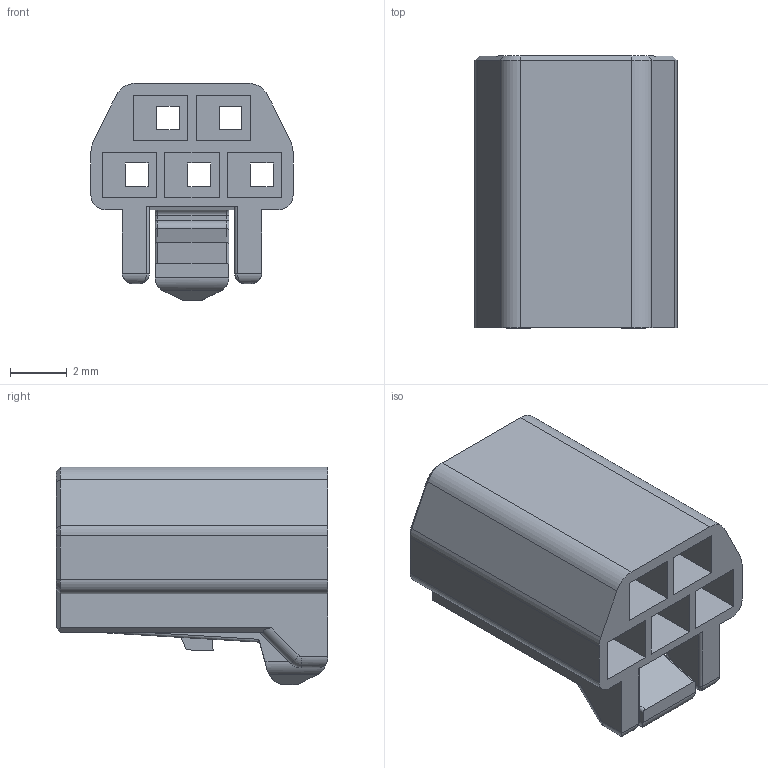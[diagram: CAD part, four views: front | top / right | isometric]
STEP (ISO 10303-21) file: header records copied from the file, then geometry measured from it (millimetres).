
FILE_DESCRIPTION(('CoCreate Modeling STEP Export'),'2;1');
FILE_NAME('DF62C-5S-2.2C.stp','2014-01-27T16:37:36',(''),(''),'CoCreate Modeling STEP processor for AP214 (Solid Model)','CoCreate Modeling 17.0 01-Apr-2010 (C) Parametric Technology GmbH','');
FILE_SCHEMA(('AUTOMOTIVE_DESIGN { 1 0 10303 214 1 1 1 1 }'));
Length unit declared in the file: millimetre
Products named in the file (1): DF62C-5S-2.2C
Bounding box: 7.1 x 9.55 x 7.65 mm (x, y, z)
Volume: 183.1 mm3; surface area: 708.9 mm2
Topology: 1 solids, 1 shells, 155 faces, 403 edges, 254 vertices
Faces by surface type: plane 100, cylinder 37, torus 10, cone 6, bspline 2
Entity records: 5355 total; most frequent: CARTESIAN_POINT 1514, ORIENTED_EDGE 802, DIRECTION 774, EDGE_CURVE 401, VECTOR 302, LINE 302, VERTEX_POINT 254, AXIS2_PLACEMENT_3D 236
